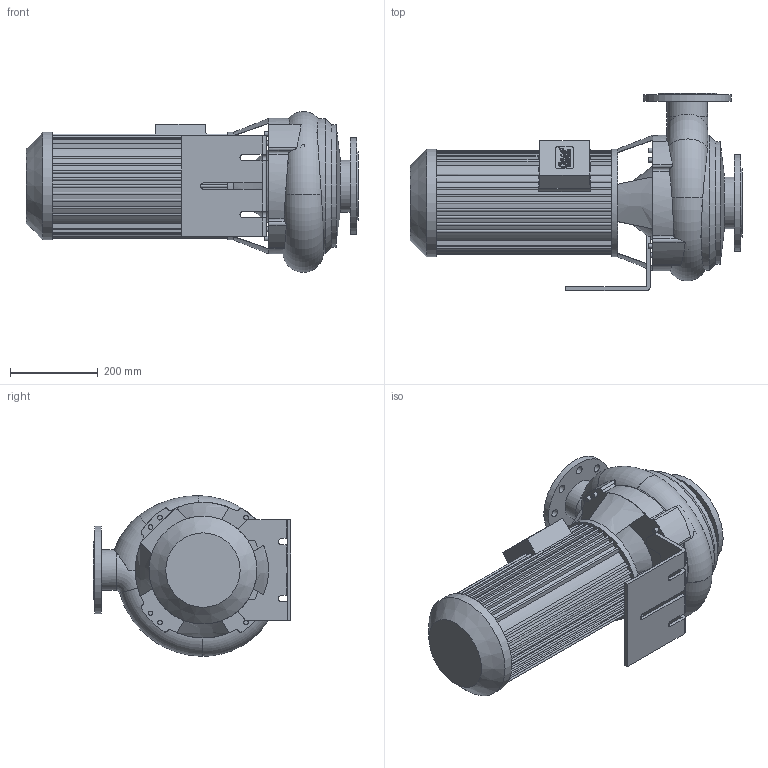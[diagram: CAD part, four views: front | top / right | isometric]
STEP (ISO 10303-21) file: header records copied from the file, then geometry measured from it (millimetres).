
FILE_DESCRIPTION(/* description */ (''),/* implementation_level */ '2;1');
FILE_NAME(/* name */ '45310 KRP4_0-80-4.stp',/* time_stamp */ '2016-07-13T09:34:19+02:00',/* author */ ('guzb562'),/* organization */ (''),/* preprocessor_version */ 'ST-DEVELOPER v16.1',/* originating_system */ 'Autodesk Inventor 2016',/* authorisation */ '');
FILE_SCHEMA (('AUTOMOTIVE_DESIGN { 1 0 10303 214 3 1 1 }'));
Length unit declared in the file: millimetre
Products named in the file (1): 45310 KRP4_0-80-4
Bounding box: 758 x 450 x 366.85 mm (x, y, z)
Volume: 33351414.3 mm3; surface area: 1624095.7 mm2
Topology: 1 solids, 2 shells, 567 faces, 1599 edges, 1061 vertices
Faces by surface type: plane 269, cylinder 184, bspline 98, torus 12, cone 4
Full cylindrical faces by diameter (mm): 10 x1, 10.431 x7, 18 x16, 76.1 x2, 88.9 x1, 92.9 x1, 114.3 x1, 118.3 x1, 132 x1, 156 x1, 200 x1, 220 x1, 246 x2, 280 x1, 308.202 x2
Entity records: 20136 total; most frequent: CARTESIAN_POINT 6012, ORIENTED_EDGE 3092, DIRECTION 2578, EDGE_CURVE 1546, VERTEX_POINT 1051, LINE 900, VECTOR 900, AXIS2_PLACEMENT_3D 839
